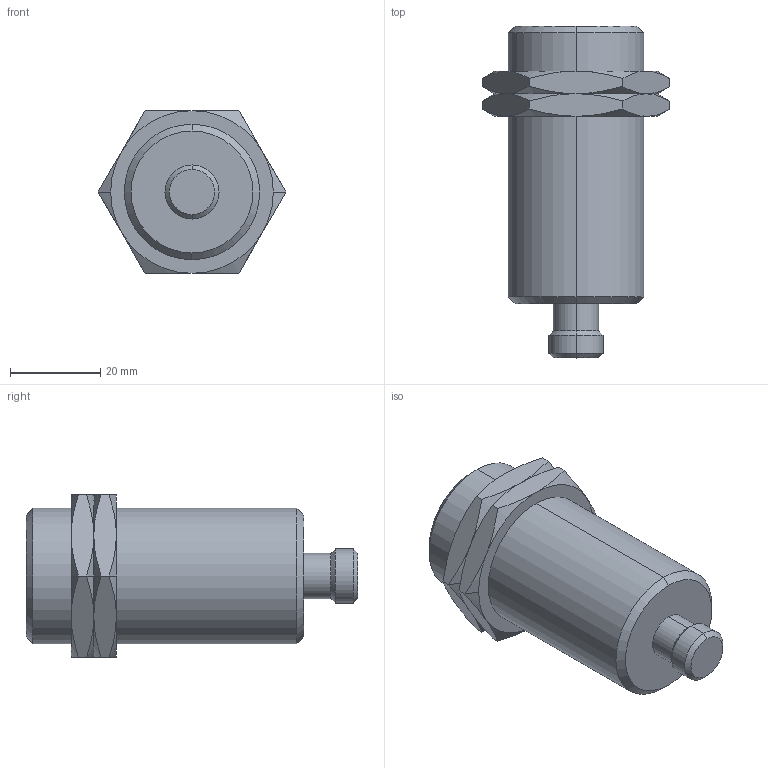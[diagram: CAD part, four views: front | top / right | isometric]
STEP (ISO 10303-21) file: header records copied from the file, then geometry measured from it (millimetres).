
FILE_DESCRIPTION((''),'2;1');
FILE_NAME('ASM0002_ASM','2011-11-23T',('dhelisch'),(''),'PRO/ENGINEER BY PARAMETRIC TECHNOLOGY CORPORATION, 2007250','PRO/ENGINEER BY PARAMETRIC TECHNOLOGY CORPORATION, 2007250','');
FILE_SCHEMA(('CONFIG_CONTROL_DESIGN'));
Length unit declared in the file: millimetre
Products named in the file (3): PRT0004; SECHSKANTMUTTER; ASM0002_ASM
Assembly tree (3 placements, depth 2):
  ASM0002_ASM
    PRT0004
    SECHSKANTMUTTER  x2
Bounding box: 41.57 x 73.5 x 36 mm (x, y, z)
Volume: 49205.2 mm3; surface area: 11250.3 mm2
Topology: 3 solids, 3 shells, 77 faces, 160 edges, 90 vertices
Faces by surface type: cone 48, plane 19, cylinder 10
Entity records: 1455 total; most frequent: CARTESIAN_POINT 355, DIRECTION 220, ORIENTED_EDGE 192, EDGE_CURVE 96, AXIS2_PLACEMENT_3D 95, VERTEX_POINT 54, EDGE_LOOP 50, FACE_OUTER_BOUND 47
